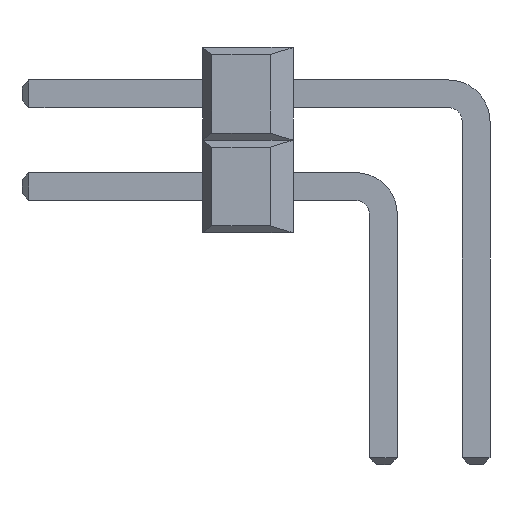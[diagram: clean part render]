
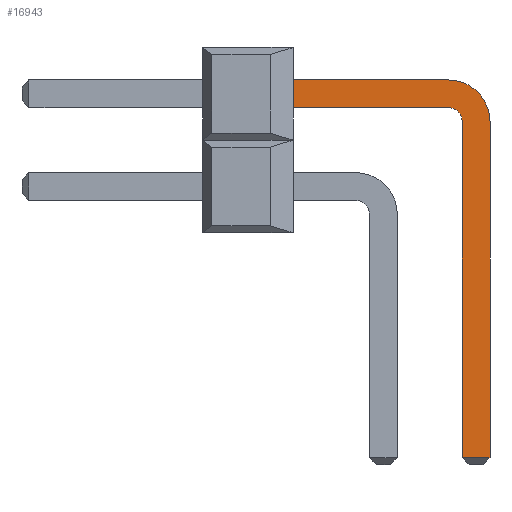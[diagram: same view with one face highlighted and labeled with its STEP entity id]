
A CAD part, left-side view. The second image highlights one B-rep face of the part: STEP entity #16943.
In plain terms, the highlighted planar face has unit normal (-1, 0, 0).
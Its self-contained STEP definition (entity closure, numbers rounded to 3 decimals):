
#16181=CARTESIAN_POINT('',(-0.381,5.017,3.429));
#16180=VERTEX_POINT('',#16181);
#16191=CARTESIAN_POINT('',(-0.381,5.017,4.191));
#16190=VERTEX_POINT('',#16191);
#16189=EDGE_CURVE('',#16190,#16180,#16194,.T.);
#16194=LINE('',#16191,#16196);
#16196=VECTOR('',#16197,0.762);
#16197=DIRECTION('',(0.0,0.0,-1.0));
#16220=CARTESIAN_POINT('',(-0.381,0.762,3.429));
#16219=VERTEX_POINT('',#16220);
#16228=EDGE_CURVE('',#16180,#16219,#16233,.T.);
#16233=LINE('',#16181,#16235);
#16235=VECTOR('',#16236,4.254);
#16236=DIRECTION('',(0.0,-1.0,0.0));
#16271=CARTESIAN_POINT('',(-0.381,0.762,4.191));
#16270=VERTEX_POINT('',#16271);
#16297=EDGE_CURVE('',#16270,#16190,#16302,.T.);
#16302=LINE('',#16271,#16304);
#16304=VECTOR('',#16305,4.254);
#16305=DIRECTION('',(0.0,1.0,0.0));
#16328=CARTESIAN_POINT('',(-0.381,0.381,-6.159));
#16327=VERTEX_POINT('',#16328);
#16338=CARTESIAN_POINT('',(-0.381,0.381,3.048));
#16337=VERTEX_POINT('',#16338);
#16336=EDGE_CURVE('',#16337,#16327,#16341,.T.);
#16341=LINE('',#16338,#16343);
#16343=VECTOR('',#16344,9.208);
#16344=DIRECTION('',(0.0,0.0,-1.0));
#16416=CARTESIAN_POINT('',(-0.381,-0.381,-6.159));
#16415=VERTEX_POINT('',#16416);
#16418=CARTESIAN_POINT('',(-0.381,-0.381,3.048));
#16417=VERTEX_POINT('',#16418);
#16414=EDGE_CURVE('',#16415,#16417,#16419,.T.);
#16419=LINE('',#16416,#16421);
#16421=VECTOR('',#16422,9.208);
#16422=DIRECTION('',(0.0,0.0,1.0));
#16669=EDGE_CURVE('',#16327,#16415,#16674,.T.);
#16674=LINE('',#16328,#16676);
#16676=VECTOR('',#16677,0.762);
#16677=DIRECTION('',(0.0,-1.0,0.0));
#16778=EDGE_CURVE($,#16219,#16337,#16783,.T.);
#16783=CIRCLE($,#16784,0.381);
#16785=CARTESIAN_POINT('',(-0.381,0.762,3.048));
#16784=AXIS2_PLACEMENT_3D($,#16785,#16786,#16787);
#16786=DIRECTION('',(1.0,0.0,0.0));
#16787=DIRECTION('',(0.0,-0.707,-0.707));
#16808=EDGE_CURVE($,#16417,#16270,#16813,.T.);
#16813=CIRCLE($,#16814,1.143);
#16814=AXIS2_PLACEMENT_3D($,#16785,#16816,#16817);
#16816=DIRECTION('',(-1.0,0.0,0.0));
#16817=DIRECTION('',(0.0,0.707,0.707));
#16943=ADVANCED_FACE($,(#16949),#16944,.T.);
#16944=PLANE($,#16945);
#16945=AXIS2_PLACEMENT_3D($,#16946,#16947,#16948);
#16946=CARTESIAN_POINT('',(-0.381,0.762,4.191));
#16947=DIRECTION('',(-1.0,0.0,0.0));
#16948=DIRECTION('',(-1.,0.,0.));
#16949=FACE_OUTER_BOUND($,#16950,.T.);
#16950=EDGE_LOOP($,(#16953, #16963, #16973, #16983, #16994, #17004, #17014, #17024));
#16953=ORIENTED_EDGE('',*,*,#16297,.T.);
#16963=ORIENTED_EDGE('',*,*,#16189,.T.);
#16973=ORIENTED_EDGE('',*,*,#16228,.T.);
#16983=ORIENTED_EDGE('',*,*,#16778,.T.);
#16994=ORIENTED_EDGE('',*,*,#16336,.T.);
#17004=ORIENTED_EDGE('',*,*,#16669,.T.);
#17014=ORIENTED_EDGE('',*,*,#16414,.T.);
#17024=ORIENTED_EDGE('',*,*,#16808,.T.);
